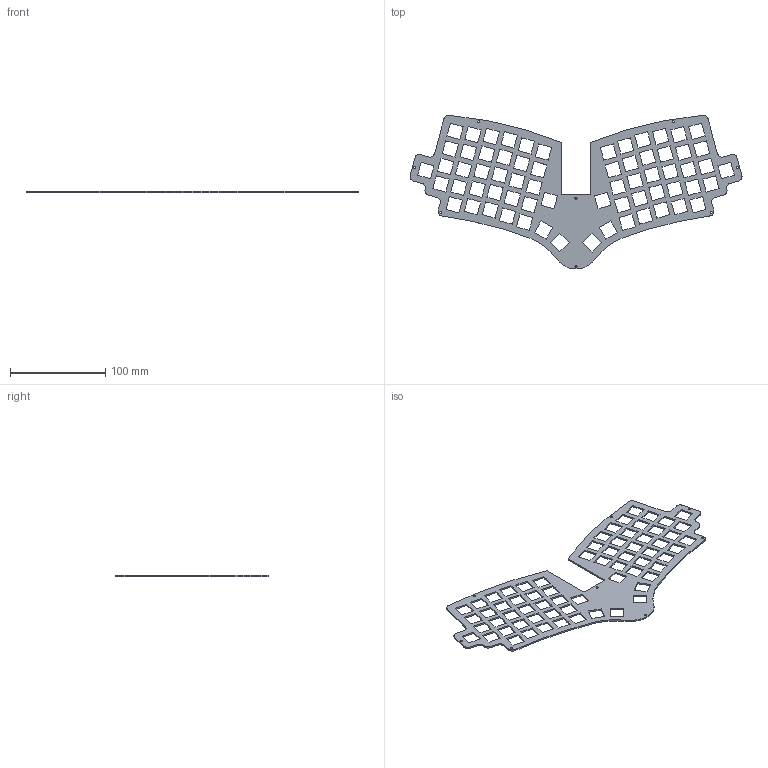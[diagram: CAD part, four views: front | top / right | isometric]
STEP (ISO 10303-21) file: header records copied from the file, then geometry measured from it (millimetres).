
FILE_DESCRIPTION(('KiCad electronic assembly'),'2;1');
FILE_NAME('Phoenixia66.step','2024-05-23T23:29:10',('Pcbnew'),('Kicad'), 'Open CASCADE STEP processor 7.7','KiCad to STEP converter','Unknown' );
FILE_SCHEMA(('AUTOMOTIVE_DESIGN { 1 0 10303 214 1 1 1 1 }'));
Length unit declared in the file: millimetre
Products named in the file (2): Phoenixia66 1; Phoenixia3_topplate_PCB
Assembly tree (1 placements, depth 2):
  Phoenixia66 1
    Phoenixia3_topplate_PCB
Bounding box: 348.57 x 161.06 x 1.6 mm (x, y, z)
Volume: 31840.6 mm3; surface area: 47401.9 mm2
Topology: 1 solids, 1 shells, 316 faces, 942 edges, 628 vertices
Faces by surface type: plane 281, cylinder 35
Full cylindrical faces by diameter (mm): 2.2 x8
Entity records: 10789 total; most frequent: CARTESIAN_POINT 1888, ORIENTED_EDGE 1884, DIRECTION 1648, EDGE_CURVE 942, LINE 872, VECTOR 872, VERTEX_POINT 628, FACE_BOUND 464
